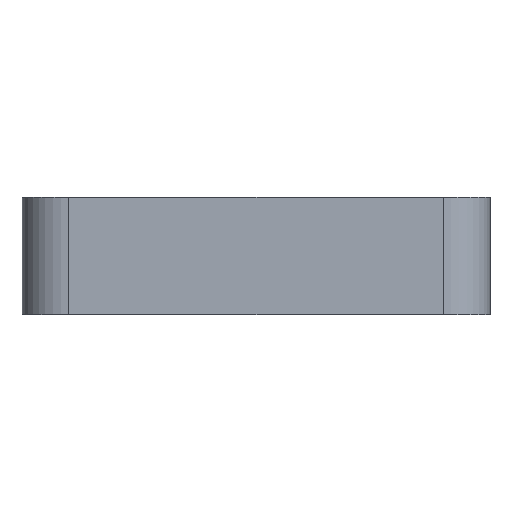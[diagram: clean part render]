
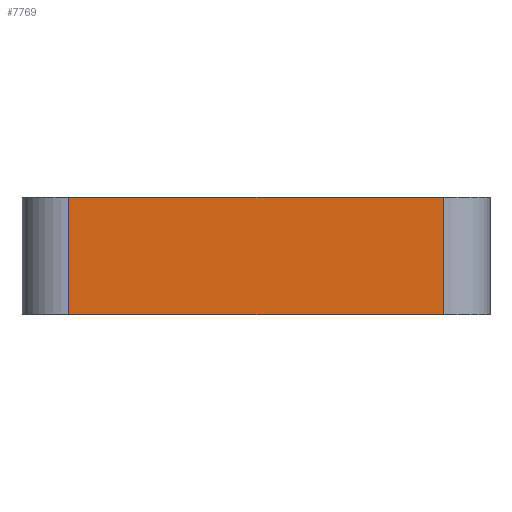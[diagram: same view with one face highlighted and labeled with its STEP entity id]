
A CAD part, front view. The second image highlights one B-rep face of the part: STEP entity #7769.
In plain terms, the highlighted planar face has unit normal (0, -1, 0).
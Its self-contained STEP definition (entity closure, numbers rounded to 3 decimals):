
#643 = CARTESIAN_POINT ( 'NONE',  ( -36., 0., 5. ) ) ;
#675 = CARTESIAN_POINT ( 'NONE',  ( -36., 0., 0. ) ) ;
#739 = VECTOR ( 'NONE', #4746, 1000. ) ;
#1169 = LINE ( 'NONE', #12859, #3807 ) ;
#1502 = LINE ( 'NONE', #2741, #739 ) ;
#1604 = FACE_OUTER_BOUND ( 'NONE', #7426, .T. ) ;
#1615 = EDGE_CURVE ( 'NONE', #6777, #9348, #1502, .T. ) ;
#2179 = CARTESIAN_POINT ( 'NONE',  ( -4., 0., 0. ) ) ;
#2646 = DIRECTION ( 'NONE',  ( 0., -1., 0. ) ) ;
#2741 = CARTESIAN_POINT ( 'NONE',  ( -4., 0., 5. ) ) ;
#3262 = CARTESIAN_POINT ( 'NONE',  ( -20., 0., 10. ) ) ;
#3297 = CARTESIAN_POINT ( 'NONE',  ( -4., 0., 10. ) ) ;
#3735 = ORIENTED_EDGE ( 'NONE', *, *, #4178, .F. ) ;
#3807 = VECTOR ( 'NONE', #7849, 1000. ) ;
#4042 = VECTOR ( 'NONE', #5489, 1000. ) ;
#4178 = EDGE_CURVE ( 'NONE', #4651, #10006, #7445, .T. ) ;
#4651 = VERTEX_POINT ( 'NONE', #675 ) ;
#4746 = DIRECTION ( 'NONE',  ( 0., 0., -1. ) ) ;
#5099 = ORIENTED_EDGE ( 'NONE', *, *, #1615, .F. ) ;
#5489 = DIRECTION ( 'NONE',  ( 0., 0., 1. ) ) ;
#6759 = EDGE_CURVE ( 'NONE', #10006, #6777, #8223, .T. ) ;
#6777 = VERTEX_POINT ( 'NONE', #3297 ) ;
#7426 = EDGE_LOOP ( 'NONE', ( #5099, #11557, #3735, #8385 ) ) ;
#7445 = LINE ( 'NONE', #643, #4042 ) ;
#7769 = ADVANCED_FACE ( 'NONE', ( #1604 ), #10769, .T. ) ;
#7849 = DIRECTION ( 'NONE',  ( 1., 0., 0. ) ) ;
#8209 = DIRECTION ( 'NONE',  ( 1., 0., 0. ) ) ;
#8223 = LINE ( 'NONE', #3262, #9001 ) ;
#8385 = ORIENTED_EDGE ( 'NONE', *, *, #11180, .T. ) ;
#8684 = DIRECTION ( 'NONE',  ( 0., 0., 1. ) ) ;
#9001 = VECTOR ( 'NONE', #8209, 1000. ) ;
#9348 = VERTEX_POINT ( 'NONE', #2179 ) ;
#10006 = VERTEX_POINT ( 'NONE', #10306 ) ;
#10306 = CARTESIAN_POINT ( 'NONE',  ( -36., 0., 10. ) ) ;
#10592 = CARTESIAN_POINT ( 'NONE',  ( -4., 0., 0. ) ) ;
#10769 = PLANE ( 'NONE',  #11207 ) ;
#11180 = EDGE_CURVE ( 'NONE', #4651, #9348, #1169, .T. ) ;
#11207 = AXIS2_PLACEMENT_3D ( 'NONE', #10592, #2646, #8684 ) ;
#11557 = ORIENTED_EDGE ( 'NONE', *, *, #6759, .F. ) ;
#12859 = CARTESIAN_POINT ( 'NONE',  ( -20., 0., 0. ) ) ;
